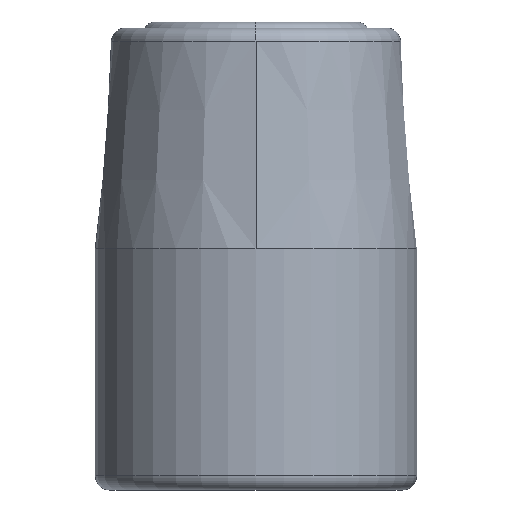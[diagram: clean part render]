
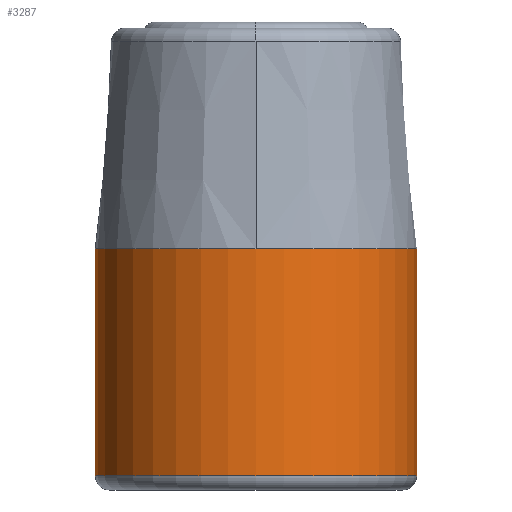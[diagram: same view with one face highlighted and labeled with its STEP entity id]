
A CAD part, front view. The second image highlights one B-rep face of the part: STEP entity #3287.
In plain terms, the highlighted cylindrical face has radius 8 mm (diameter 16 mm), a partial arc.
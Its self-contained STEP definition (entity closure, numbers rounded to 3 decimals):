
#2819=CARTESIAN_POINT('',(0.,0.,11.7));
#2820=DIRECTION('',(0.,0.,1.));
#2821=DIRECTION('',(1.,0.,0.));
#2822=AXIS2_PLACEMENT_3D('',#2819,#2820,#2821);
#2827=CARTESIAN_POINT('',(0.,0.,11.7));
#2828=DIRECTION('',(0.,0.,1.));
#2829=DIRECTION('',(0.,1.,0.));
#2830=AXIS2_PLACEMENT_3D('',#2827,#2828,#2829);
#2835=CARTESIAN_POINT('',(0.,0.,0.4));
#2836=DIRECTION('',(0.,0.,-1.));
#2837=DIRECTION('',(-1.,0.,0.));
#2838=AXIS2_PLACEMENT_3D('',#2835,#2836,#2837);
#2843=DIRECTION('',(0.,0.,1.));
#2844=VECTOR('',#2843,11.3);
#2845=CARTESIAN_POINT('',(8.,0.,0.4));
#2846=LINE('',#2845,#2844);
#2904=DIRECTION('',(0.,0.,1.));
#2905=VECTOR('',#2904,11.3);
#2906=CARTESIAN_POINT('',(-8.,0.,0.4));
#2907=LINE('',#2906,#2905);
#2975=CARTESIAN_POINT('',(-8.,0.,0.4));
#2976=CARTESIAN_POINT('',(8.,0.,0.4));
#2977=VERTEX_POINT('',#2975);
#2978=VERTEX_POINT('',#2976);
#2983=CARTESIAN_POINT('',(8.,0.,11.7));
#2984=CARTESIAN_POINT('',(0.,8.,11.7));
#2985=VERTEX_POINT('',#2983);
#2986=VERTEX_POINT('',#2984);
#2987=CARTESIAN_POINT('',(-8.,0.,11.7));
#2988=VERTEX_POINT('',#2987);
#3272=CARTESIAN_POINT('',(0.,0.,-0.3));
#3273=DIRECTION('',(0.,0.,1.));
#3274=DIRECTION('',(1.,0.,0.));
#3275=AXIS2_PLACEMENT_3D('',#3272,#3273,#3274);
#3276=CYLINDRICAL_SURFACE('',#3275,8.);
#3277=ORIENTED_EDGE('',*,*,#3264,.T.);
#3278=ORIENTED_EDGE('',*,*,#3250,.T.);
#3280=ORIENTED_EDGE('',*,*,#3279,.F.);
#3282=ORIENTED_EDGE('',*,*,#3281,.T.);
#3284=ORIENTED_EDGE('',*,*,#3283,.T.);
#3285=EDGE_LOOP('',(#3277,#3278,#3280,#3282,#3284));
#3286=FACE_OUTER_BOUND('',#3285,.F.);
#3287=ADVANCED_FACE('',(#3286),#3276,.T.);
#2823=CIRCLE('',#2822,8.);
#2831=CIRCLE('',#2830,8.);
#2839=CIRCLE('',#2838,8.);
#3250=EDGE_CURVE('',#2986,#2988,#2831,.T.);
#3264=EDGE_CURVE('',#2985,#2986,#2823,.T.);
#3279=EDGE_CURVE('',#2977,#2988,#2907,.T.);
#3281=EDGE_CURVE('',#2977,#2978,#2839,.T.);
#3283=EDGE_CURVE('',#2978,#2985,#2846,.T.);
